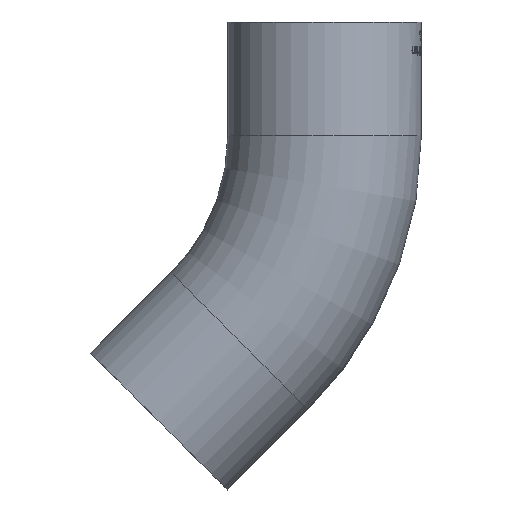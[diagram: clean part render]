
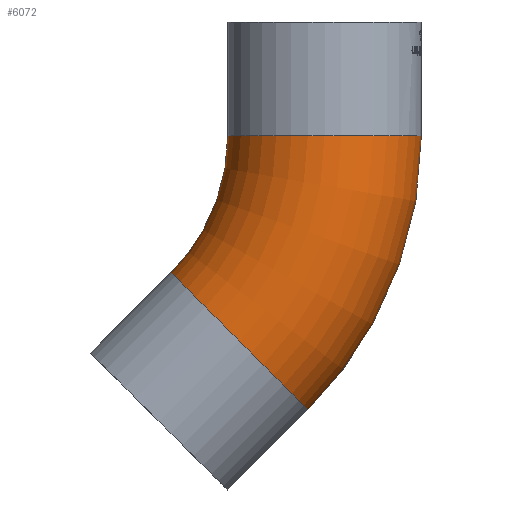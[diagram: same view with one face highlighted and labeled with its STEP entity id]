
A CAD part, front view. The second image highlights one B-rep face of the part: STEP entity #6072.
In plain terms, the highlighted toroidal (fillet/blend) face has major radius 114.3 mm and minor radius 38.1 mm.
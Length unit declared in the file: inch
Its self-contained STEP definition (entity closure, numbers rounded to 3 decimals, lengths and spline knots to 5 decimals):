
#14=TOROIDAL_SURFACE('',#6371,4.5,1.5);
#75=FACE_BOUND('',#1079,.T.);
#708=FACE_OUTER_BOUND('',#1078,.T.);
#1078=EDGE_LOOP('',(#5683));
#1079=EDGE_LOOP('',(#5684));
#1994=CIRCLE('',#6349,1.5);
#2001=CIRCLE('',#6368,1.5);
#2962=VERTEX_POINT('',#13757);
#2969=VERTEX_POINT('',#13783);
#3867=EDGE_CURVE('',#2962,#2962,#1994,.T.);
#3874=EDGE_CURVE('',#2969,#2969,#2001,.T.);
#5683=ORIENTED_EDGE('',*,*,#3874,.T.);
#5684=ORIENTED_EDGE('',*,*,#3867,.T.);
#6072=ADVANCED_FACE('',(#708,#75),#14,.T.);
#6349=AXIS2_PLACEMENT_3D('',#13758,#7321,#7322);
#6368=AXIS2_PLACEMENT_3D('',#13784,#7359,#7360);
#6371=AXIS2_PLACEMENT_3D('',#13787,#7365,#7366);
#7321=DIRECTION('center_axis',(0.,0.,-1.));
#7322=DIRECTION('ref_axis',(-1.,0.,0.));
#7359=DIRECTION('center_axis',(0.707,0.,0.707));
#7360=DIRECTION('ref_axis',(-0.707,0.,0.707));
#7365=DIRECTION('center_axis',(0.,1.,0.));
#7366=DIRECTION('ref_axis',(0.,0.,1.));
#13757=CARTESIAN_POINT('',(1.5,0.,0.));
#13758=CARTESIAN_POINT('Origin',(0.,0.,0.));
#13783=CARTESIAN_POINT('',(-1.31802,-1.5,-3.18198));
#13784=CARTESIAN_POINT('Origin',(-1.31802,0.,-3.18198));
#13787=CARTESIAN_POINT('Origin',(-4.5,0.,0.));
